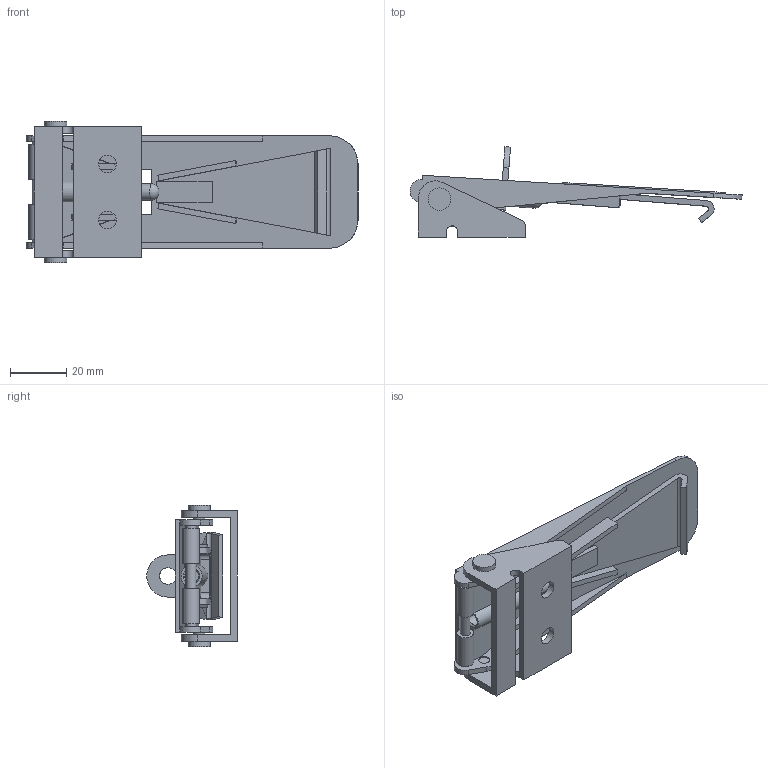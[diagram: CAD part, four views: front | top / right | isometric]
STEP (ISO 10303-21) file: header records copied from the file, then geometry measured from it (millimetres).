
FILE_DESCRIPTION( ( 'STEP AP214' ), '1' );
FILE_NAME( 'K0049.3631162Form C mit Schlossoese.stp', '2019-05-29T14:40:51', ( '' ), ( '' ), ' ', 'PARTsolutions', ' ' );
FILE_SCHEMA( ( 'AUTOMOTIVE_DESIGN { 1 0 10303 214 1 1 1 1 }' ) );
Length unit declared in the file: millimetre
Products named in the file (7): K0049.3631162Form C mit Schlossoese; _K0049.3631162_dummy_1; _C_griff; _2300LGGSNS; _K0048_verbindung_6; _K0048_spannhaken_6; _K0048_rast_2
Assembly tree (6 placements, depth 2):
  K0049.3631162Form C mit Schlossoese
    _K0049.3631162_dummy_1
    _C_griff
    _2300LGGSNS
    _K0048_verbindung_6
    _K0048_spannhaken_6
    _K0048_rast_2
Bounding box: 118.25 x 32.21 x 50.5 mm (x, y, z)
Volume: 23253.7 mm3; surface area: 26364.8 mm2
Topology: 5 solids, 5 shells, 160 faces, 429 edges, 286 vertices
Faces by surface type: plane 107, cylinder 49, cone 3, sphere 1
Full cylindrical faces by diameter (mm): 3.5 x3, 4 x4, 4.917 x1, 6 x3, 6.3 x2, 8 x2
Entity records: 6269 total; most frequent: DIRECTION 845, CARTESIAN_POINT 844, ORIENTED_EDGE 800, EDGE_CURVE 400, LINE 289, VECTOR 289, AXIS2_PLACEMENT_3D 278, VERTEX_POINT 276
